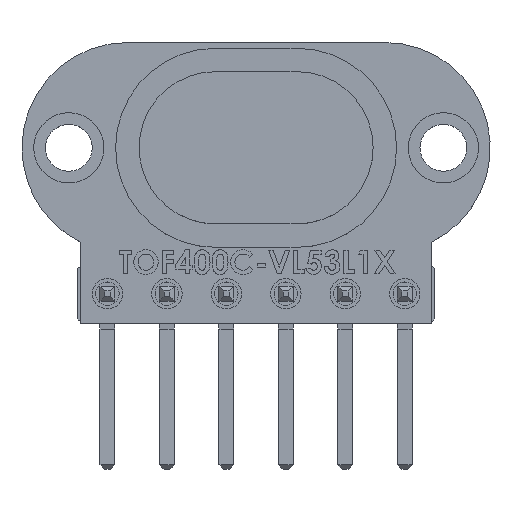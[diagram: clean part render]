
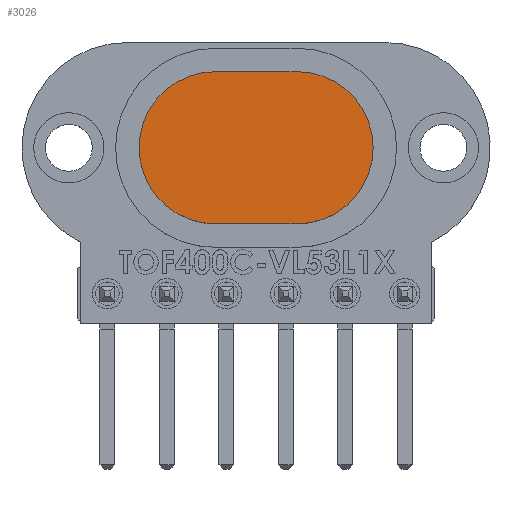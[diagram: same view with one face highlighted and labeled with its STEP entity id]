
A CAD part, top view. The second image highlights one B-rep face of the part: STEP entity #3026.
In plain terms, the highlighted planar face has unit normal (0, 0, 1).
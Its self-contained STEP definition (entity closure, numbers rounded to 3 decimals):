
#288 = PLANE ( 'NONE',  #5853 ) ;
#388 = CIRCLE ( 'NONE', #16478, 3.25 ) ;
#883 = AXIS2_PLACEMENT_3D ( 'NONE', #10895, #12893, #19134 ) ;
#1194 = CARTESIAN_POINT ( 'NONE',  ( -5., 0., 2.6 ) ) ;
#1713 = DIRECTION ( 'NONE',  ( 0., 0., 1. ) ) ;
#2132 = CARTESIAN_POINT ( 'NONE',  ( -1.75, -3.25, 2.6 ) ) ;
#2524 = DIRECTION ( 'NONE',  ( -1., 0., 0. ) ) ;
#2562 = LINE ( 'NONE', #10506, #9274 ) ;
#2592 = VERTEX_POINT ( 'NONE', #7646 ) ;
#2768 = CIRCLE ( 'NONE', #17597, 3.25 ) ;
#3026 = ADVANCED_FACE ( 'NONE', ( #22407 ), #288, .T. ) ;
#3255 = VECTOR ( 'NONE', #2524, 1000. ) ;
#3840 = ORIENTED_EDGE ( 'NONE', *, *, #24483, .T. ) ;
#4382 = CARTESIAN_POINT ( 'NONE',  ( 1.75, 3.25, 2.6 ) ) ;
#4683 = DIRECTION ( 'NONE',  ( 0., 0., 1. ) ) ;
#4750 = ORIENTED_EDGE ( 'NONE', *, *, #17292, .T. ) ;
#5164 = ORIENTED_EDGE ( 'NONE', *, *, #15345, .T. ) ;
#5853 = AXIS2_PLACEMENT_3D ( 'NONE', #8369, #22532, #21960 ) ;
#6147 = VERTEX_POINT ( 'NONE', #20545 ) ;
#6804 = DIRECTION ( 'NONE',  ( 1., 0., 0. ) ) ;
#7646 = CARTESIAN_POINT ( 'NONE',  ( 1.75, 3.25, 2.6 ) ) ;
#8369 = CARTESIAN_POINT ( 'NONE',  ( -1.75, 0., 2.6 ) ) ;
#9274 = VECTOR ( 'NONE', #6804, 1000. ) ;
#9756 = VERTEX_POINT ( 'NONE', #2132 ) ;
#10506 = CARTESIAN_POINT ( 'NONE',  ( -1.75, -3.25, 2.6 ) ) ;
#10895 = CARTESIAN_POINT ( 'NONE',  ( 1.75, 0., 2.6 ) ) ;
#12159 = ORIENTED_EDGE ( 'NONE', *, *, #21782, .T. ) ;
#12893 = DIRECTION ( 'NONE',  ( 0., 0., 1. ) ) ;
#13898 = CARTESIAN_POINT ( 'NONE',  ( -1.75, 0., 2.6 ) ) ;
#15345 = EDGE_CURVE ( 'NONE', #22580, #20068, #2768, .T. ) ;
#15897 = DIRECTION ( 'NONE',  ( 1., 0., 0. ) ) ;
#16478 = AXIS2_PLACEMENT_3D ( 'NONE', #20588, #4683, #24926 ) ;
#16554 = ORIENTED_EDGE ( 'NONE', *, *, #20790, .T. ) ;
#16702 = LINE ( 'NONE', #4382, #3255 ) ;
#17292 = EDGE_CURVE ( 'NONE', #2592, #22580, #16702, .T. ) ;
#17597 = AXIS2_PLACEMENT_3D ( 'NONE', #13898, #1713, #15897 ) ;
#18771 = CARTESIAN_POINT ( 'NONE',  ( -1.75, 3.25, 2.6 ) ) ;
#19134 = DIRECTION ( 'NONE',  ( 1., 0., 0. ) ) ;
#20068 = VERTEX_POINT ( 'NONE', #1194 ) ;
#20545 = CARTESIAN_POINT ( 'NONE',  ( 1.75, -3.25, 2.6 ) ) ;
#20588 = CARTESIAN_POINT ( 'NONE',  ( -1.75, 0., 2.6 ) ) ;
#20790 = EDGE_CURVE ( 'NONE', #9756, #6147, #2562, .T. ) ;
#21782 = EDGE_CURVE ( 'NONE', #20068, #9756, #388, .T. ) ;
#21960 = DIRECTION ( 'NONE',  ( 1., 0., 0. ) ) ;
#22407 = FACE_OUTER_BOUND ( 'NONE', #25644, .T. ) ;
#22532 = DIRECTION ( 'NONE',  ( 0., 0., 1. ) ) ;
#22580 = VERTEX_POINT ( 'NONE', #18771 ) ;
#24483 = EDGE_CURVE ( 'NONE', #6147, #2592, #25401, .T. ) ;
#24926 = DIRECTION ( 'NONE',  ( 1., 0., 0. ) ) ;
#25401 = CIRCLE ( 'NONE', #883, 3.25 ) ;
#25644 = EDGE_LOOP ( 'NONE', ( #5164, #12159, #16554, #3840, #4750 ) ) ;
